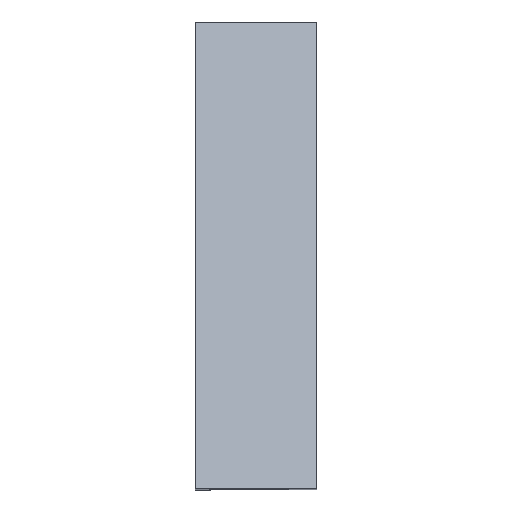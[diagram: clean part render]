
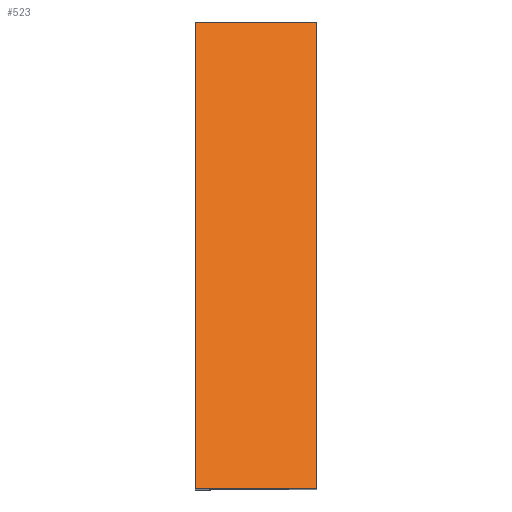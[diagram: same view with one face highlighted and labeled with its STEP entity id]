
A CAD part, top view. The second image highlights one B-rep face of the part: STEP entity #523.
In plain terms, the highlighted planar face has unit normal (0, 0.5, 0.866).
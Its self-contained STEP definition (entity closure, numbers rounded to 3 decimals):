
#52=FACE_OUTER_BOUND('',#86,.T.);
#86=EDGE_LOOP('',(#433,#434,#435,#436));
#146=LINE('',#827,#209);
#151=LINE('',#836,#214);
#152=LINE('',#838,#215);
#153=LINE('',#839,#216);
#209=VECTOR('',#679,10.);
#214=VECTOR('',#686,10.);
#215=VECTOR('',#687,10.);
#216=VECTOR('',#688,10.);
#259=VERTEX_POINT('',#823);
#261=VERTEX_POINT('',#826);
#264=VERTEX_POINT('',#835);
#265=VERTEX_POINT('',#837);
#322=EDGE_CURVE('',#261,#259,#146,.T.);
#327=EDGE_CURVE('',#259,#264,#151,.T.);
#328=EDGE_CURVE('',#265,#264,#152,.T.);
#329=EDGE_CURVE('',#261,#265,#153,.T.);
#433=ORIENTED_EDGE('',*,*,#322,.T.);
#434=ORIENTED_EDGE('',*,*,#327,.T.);
#435=ORIENTED_EDGE('',*,*,#328,.F.);
#436=ORIENTED_EDGE('',*,*,#329,.F.);
#495=PLANE('',#570);
#523=ADVANCED_FACE('',(#52),#495,.T.);
#570=AXIS2_PLACEMENT_3D('',#834,#684,#685);
#679=DIRECTION('',(0.,-0.866,0.5));
#684=DIRECTION('center_axis',(0.,0.5,0.866));
#685=DIRECTION('ref_axis',(0.,-0.866,0.5));
#686=DIRECTION('',(1.,0.,0.));
#687=DIRECTION('',(0.,-0.866,0.5));
#688=DIRECTION('',(1.,0.,0.));
#823=CARTESIAN_POINT('',(1.,0.,40.));
#826=CARTESIAN_POINT('',(1.,34.641,20.));
#827=CARTESIAN_POINT('',(1.,25.981,25.));
#834=CARTESIAN_POINT('Origin',(0.,34.641,20.));
#835=CARTESIAN_POINT('',(10.,0.,40.));
#836=CARTESIAN_POINT('',(0.,0.,40.));
#837=CARTESIAN_POINT('',(10.,34.641,20.));
#838=CARTESIAN_POINT('',(10.,34.641,20.));
#839=CARTESIAN_POINT('',(0.,34.641,20.));
